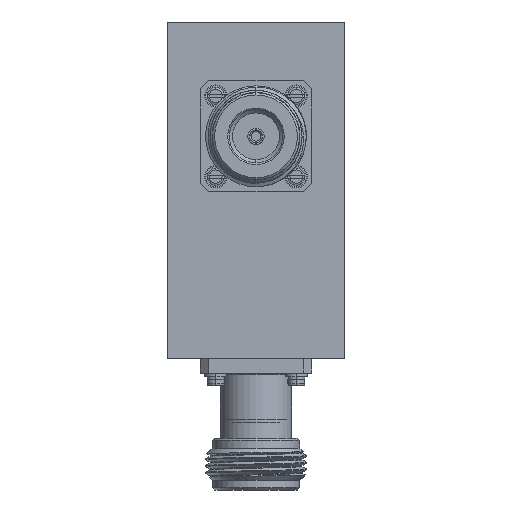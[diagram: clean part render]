
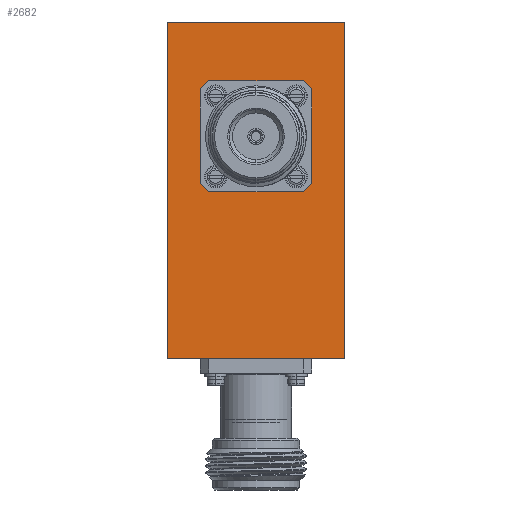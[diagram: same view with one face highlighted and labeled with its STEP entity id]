
A CAD part, left-side view. The second image highlights one B-rep face of the part: STEP entity #2682.
In plain terms, the highlighted planar face has unit normal (-1, 0, 0).
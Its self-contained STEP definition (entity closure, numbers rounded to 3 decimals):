
#278 = DIRECTION ( 'NONE',  ( 0., 0., 1. ) ) ;
#361 = ORIENTED_EDGE ( 'NONE', *, *, #4365, .F. ) ;
#408 = CARTESIAN_POINT ( 'NONE',  ( -125., 14., -26.5 ) ) ;
#715 = EDGE_CURVE ( 'NONE', #5739, #4356, #2666, .T. ) ;
#738 = DIRECTION ( 'NONE',  ( 0., -1., 0. ) ) ;
#753 = EDGE_CURVE ( 'NONE', #765, #4641, #3071, .T. ) ;
#765 = VERTEX_POINT ( 'NONE', #3618 ) ;
#1166 = LINE ( 'NONE', #5747, #5709 ) ;
#1264 = AXIS2_PLACEMENT_3D ( 'NONE', #1560, #2028, #5687 ) ;
#1296 = CARTESIAN_POINT ( 'NONE',  ( -125., 14., 26.5 ) ) ;
#1560 = CARTESIAN_POINT ( 'NONE',  ( -125., 14., -26.5 ) ) ;
#1672 = VECTOR ( 'NONE', #3763, 1000. ) ;
#1734 = ORIENTED_EDGE ( 'NONE', *, *, #753, .T. ) ;
#2028 = DIRECTION ( 'NONE',  ( 1., 0., 0. ) ) ;
#2154 = ORIENTED_EDGE ( 'NONE', *, *, #5456, .T. ) ;
#2382 = PLANE ( 'NONE',  #1264 ) ;
#2488 = ORIENTED_EDGE ( 'NONE', *, *, #715, .F. ) ;
#2666 = LINE ( 'NONE', #1296, #4026 ) ;
#2682 = ADVANCED_FACE ( 'NONE', ( #3849 ), #2382, .F. ) ;
#2847 = CARTESIAN_POINT ( 'NONE',  ( -125., -14., -26.5 ) ) ;
#2963 = VECTOR ( 'NONE', #738, 1000. ) ;
#2984 = EDGE_LOOP ( 'NONE', ( #2154, #2488, #361, #1734 ) ) ;
#3071 = LINE ( 'NONE', #408, #2963 ) ;
#3618 = CARTESIAN_POINT ( 'NONE',  ( -125., 14., -26.5 ) ) ;
#3763 = DIRECTION ( 'NONE',  ( 0., 0., 1. ) ) ;
#3814 = CARTESIAN_POINT ( 'NONE',  ( -125., -14., 26.5 ) ) ;
#3849 = FACE_OUTER_BOUND ( 'NONE', #2984, .T. ) ;
#4026 = VECTOR ( 'NONE', #5873, 1000. ) ;
#4158 = LINE ( 'NONE', #2847, #1672 ) ;
#4356 = VERTEX_POINT ( 'NONE', #3814 ) ;
#4365 = EDGE_CURVE ( 'NONE', #765, #5739, #1166, .T. ) ;
#4584 = CARTESIAN_POINT ( 'NONE',  ( -125., -14., -26.5 ) ) ;
#4641 = VERTEX_POINT ( 'NONE', #4584 ) ;
#4682 = CARTESIAN_POINT ( 'NONE',  ( -125., 14., 26.5 ) ) ;
#5456 = EDGE_CURVE ( 'NONE', #4641, #4356, #4158, .T. ) ;
#5687 = DIRECTION ( 'NONE',  ( 0., 0., -1. ) ) ;
#5709 = VECTOR ( 'NONE', #278, 1000. ) ;
#5739 = VERTEX_POINT ( 'NONE', #4682 ) ;
#5747 = CARTESIAN_POINT ( 'NONE',  ( -125., 14., -26.5 ) ) ;
#5873 = DIRECTION ( 'NONE',  ( 0., -1., 0. ) ) ;
